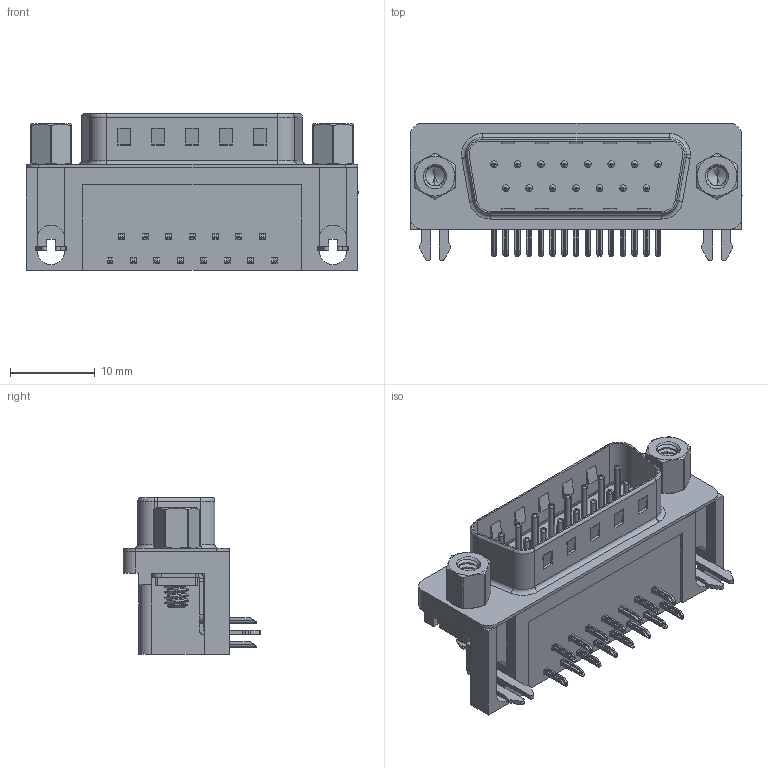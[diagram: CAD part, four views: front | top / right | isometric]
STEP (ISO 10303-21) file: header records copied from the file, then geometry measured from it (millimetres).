
FILE_DESCRIPTION (( 'STEP AP203' ), '1' );
FILE_NAME ('MHDR-15MNS-B1.STEP', '2025-11-26T16:37:53', ( '' ), ( '' ), 'SwSTEP 2.0', 'SolidWorks 2023', '' );
FILE_SCHEMA (( 'CONFIG_CONTROL_DESIGN' ));
Length unit declared in the file: millimetre
Products named in the file (8): MHDR Contact Bottom; MHDR 4-40 Hex Standoff 5; MHDR 2 Prong Board Lock; MHDR 4-40 Threaded Rivet; MHDR Contact Top; MHDR-15MNS-B1; MHDR Housing_15 Socket; MHDR Shell_15 Socket
Assembly tree (23 placements, depth 2):
  MHDR-15MNS-B1
    MHDR Housing_15 Socket
    MHDR Shell_15 Socket
    MHDR Contact Bottom  x7
    MHDR Contact Top  x8
    MHDR 2 Prong Board Lock  x2
    MHDR 4-40 Threaded Rivet  x2
    MHDR 4-40 Hex Standoff 5  x2
Bounding box: 39.22 x 16.25 x 18.5 mm (x, y, z)
Volume: 4658.8 mm3; surface area: 6190.5 mm2
Topology: 23 solids, 23 shells, 1653 faces, 4175 edges, 2605 vertices
Faces by surface type: plane 947, cylinder 537, torus 121, cone 30, bspline 18
Entity records: 25035 total; most frequent: CARTESIAN_POINT 8491, ORIENTED_EDGE 3196, DIRECTION 3164, EDGE_CURVE 1598, AXIS2_PLACEMENT_3D 1069, VECTOR 1026, LINE 1026, VERTEX_POINT 1025
